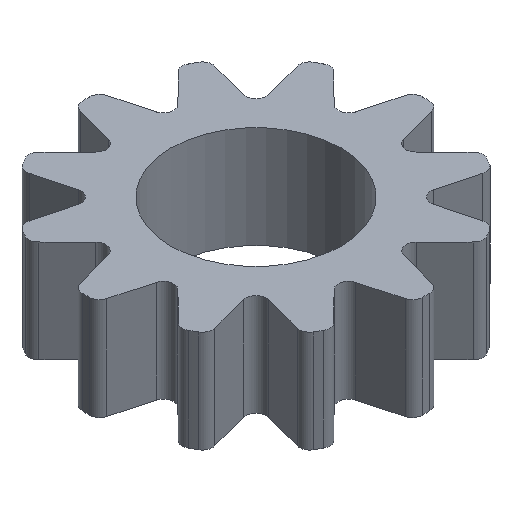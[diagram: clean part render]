
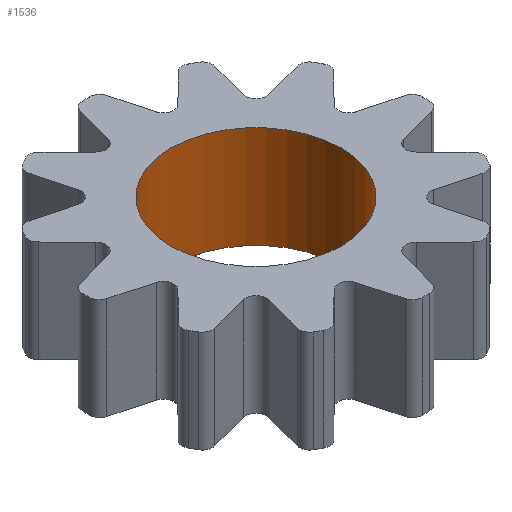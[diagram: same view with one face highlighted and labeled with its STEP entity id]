
A CAD part, isometric view. The second image highlights one B-rep face of the part: STEP entity #1536.
In plain terms, the highlighted cylindrical face has radius 12.5 mm (diameter 25 mm), a full revolution.
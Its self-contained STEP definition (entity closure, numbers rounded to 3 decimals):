
#116=FACE_OUTER_BOUND('',#193,.T.);
#193=EDGE_LOOP('',(#1333,#1334,#1335,#1336));
#314=LINE('',#2642,#435);
#435=VECTOR('',#2201,12.5);
#485=CIRCLE('',#1611,12.5);
#533=CIRCLE('',#1664,12.5);
#608=VERTEX_POINT('',#2354);
#679=VERTEX_POINT('',#2507);
#755=EDGE_CURVE('',#608,#608,#485,.T.);
#832=EDGE_CURVE('',#679,#679,#533,.T.);
#898=EDGE_CURVE('',#608,#679,#314,.T.);
#1333=ORIENTED_EDGE('',*,*,#755,.F.);
#1334=ORIENTED_EDGE('',*,*,#898,.T.);
#1335=ORIENTED_EDGE('',*,*,#832,.T.);
#1336=ORIENTED_EDGE('',*,*,#898,.F.);
#1385=CYLINDRICAL_SURFACE('',#1732,12.5);
#1536=ADVANCED_FACE('',(#116),#1385,.F.);
#1611=AXIS2_PLACEMENT_3D('',#2355,#1863,#1864);
#1664=AXIS2_PLACEMENT_3D('',#2508,#1998,#1999);
#1732=AXIS2_PLACEMENT_3D('',#2641,#2199,#2200);
#1863=DIRECTION('center_axis',(0.,0.,-1.));
#1864=DIRECTION('ref_axis',(-1.,0.,0.));
#1998=DIRECTION('center_axis',(0.,0.,-1.));
#1999=DIRECTION('ref_axis',(-1.,0.,0.));
#2199=DIRECTION('center_axis',(0.,0.,1.));
#2200=DIRECTION('ref_axis',(-1.,0.,0.));
#2201=DIRECTION('',(0.,0.,-1.));
#2354=CARTESIAN_POINT('',(12.5,0.,15.));
#2355=CARTESIAN_POINT('Origin',(0.,0.,15.));
#2507=CARTESIAN_POINT('',(12.5,0.,0.));
#2508=CARTESIAN_POINT('Origin',(0.,0.,0.));
#2641=CARTESIAN_POINT('Origin',(0.,0.,0.));
#2642=CARTESIAN_POINT('',(12.5,0.,0.));
